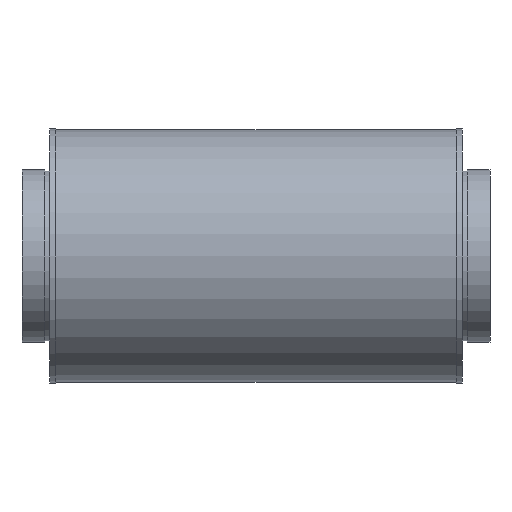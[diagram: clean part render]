
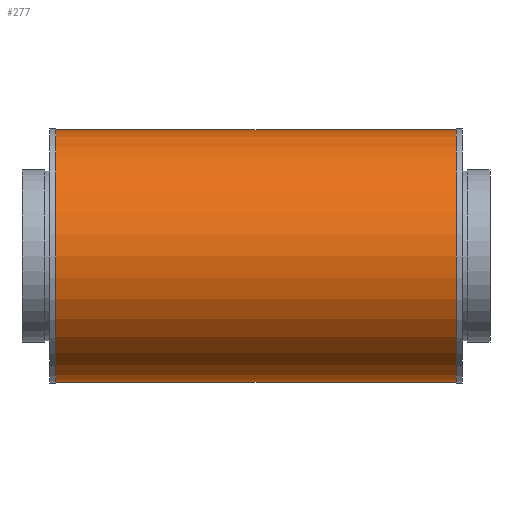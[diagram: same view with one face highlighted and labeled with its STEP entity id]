
A CAD part, front view. The second image highlights one B-rep face of the part: STEP entity #277.
In plain terms, the highlighted cylindrical face has radius 297 mm (diameter 594 mm), a full revolution.
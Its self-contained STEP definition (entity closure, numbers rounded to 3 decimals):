
#28=CYLINDRICAL_SURFACE('',#332,297.);
#66=ORIENTED_EDGE('',*,*,#98,.T.);
#67=ORIENTED_EDGE('',*,*,#97,.F.);
#97=EDGE_CURVE('',#121,#121,#145,.T.);
#98=EDGE_CURVE('',#122,#122,#146,.T.);
#121=VERTEX_POINT('',#496);
#122=VERTEX_POINT('',#499);
#145=CIRCLE('',#331,297.);
#146=CIRCLE('',#333,297.);
#186=EDGE_LOOP('',(#66));
#187=EDGE_LOOP('',(#67));
#234=FACE_BOUND('',#186,.T.);
#235=FACE_BOUND('',#187,.T.);
#277=ADVANCED_FACE('',(#234,#235),#28,.T.);
#331=AXIS2_PLACEMENT_3D('',#495,#415,#416);
#332=AXIS2_PLACEMENT_3D('',#497,#417,#418);
#333=AXIS2_PLACEMENT_3D('',#498,#419,#420);
#415=DIRECTION('',(1.,0.,0.));
#416=DIRECTION('',(0.,0.,-1.));
#417=DIRECTION('',(1.,0.,0.));
#418=DIRECTION('',(0.,0.,-1.));
#419=DIRECTION('',(1.,0.,0.));
#420=DIRECTION('',(0.,0.,-1.));
#495=CARTESIAN_POINT('',(471.,0.,0.));
#496=CARTESIAN_POINT('',(471.,0.,-297.));
#497=CARTESIAN_POINT('',(0.,0.,0.));
#498=CARTESIAN_POINT('',(-471.,0.,0.));
#499=CARTESIAN_POINT('',(-471.,0.,-297.));
